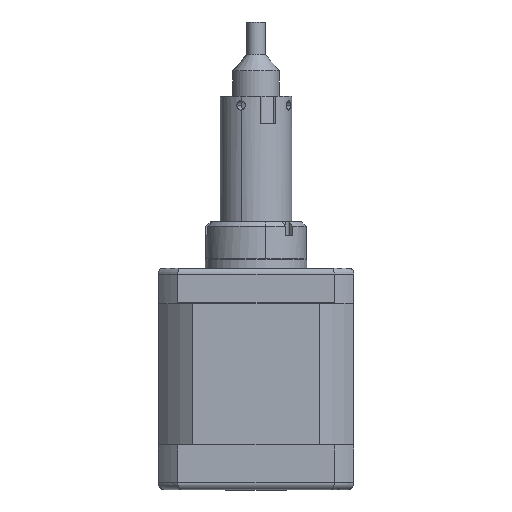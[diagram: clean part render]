
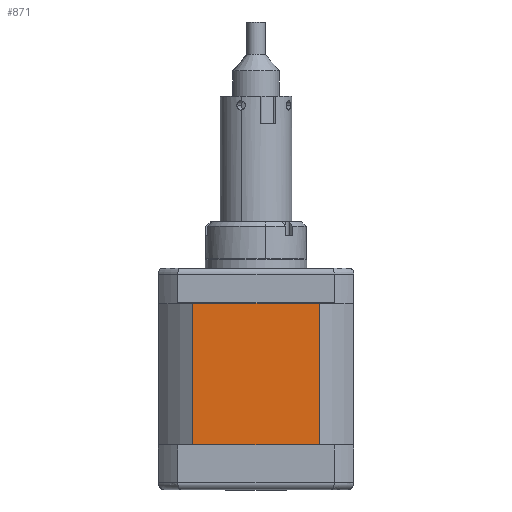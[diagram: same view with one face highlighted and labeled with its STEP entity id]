
A CAD part, top view. The second image highlights one B-rep face of the part: STEP entity #871.
In plain terms, the highlighted planar face has unit normal (0, 0, 1).
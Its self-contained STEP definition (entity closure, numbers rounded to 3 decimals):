
#150 = CARTESIAN_POINT ( 'NONE',  ( 1.222, 17.703, 24.353 ) ) ;
#830 = DIRECTION ( 'NONE',  ( 0., 1., 0. ) ) ;
#871 = ADVANCED_FACE ( 'NONE', ( #1068 ), #6646, .F. ) ;
#1068 = FACE_OUTER_BOUND ( 'NONE', #8090, .T. ) ;
#1131 = ORIENTED_EDGE ( 'NONE', *, *, #9871, .T. ) ;
#1452 = CARTESIAN_POINT ( 'NONE',  ( 28.41, 17.703, 24.353 ) ) ;
#1496 = VERTEX_POINT ( 'NONE', #5850 ) ;
#1506 = VECTOR ( 'NONE', #4963, 1000. ) ;
#2188 = ORIENTED_EDGE ( 'NONE', *, *, #6577, .F. ) ;
#2668 = CARTESIAN_POINT ( 'NONE',  ( 28.41, -12.797, 24.353 ) ) ;
#2837 = DIRECTION ( 'NONE',  ( 0., 0., -1. ) ) ;
#3290 = VECTOR ( 'NONE', #9443, 1000. ) ;
#3600 = DIRECTION ( 'NONE',  ( -1., 0., 0. ) ) ;
#3945 = EDGE_CURVE ( 'NONE', #7252, #1496, #4335, .T. ) ;
#4335 = LINE ( 'NONE', #150, #1506 ) ;
#4720 = VERTEX_POINT ( 'NONE', #11211 ) ;
#4963 = DIRECTION ( 'NONE',  ( -1., 0., 0. ) ) ;
#5063 = VECTOR ( 'NONE', #830, 1000. ) ;
#5485 = CARTESIAN_POINT ( 'NONE',  ( 1.222, -12.797, 24.353 ) ) ;
#5803 = VECTOR ( 'NONE', #3600, 1000. ) ;
#5850 = CARTESIAN_POINT ( 'NONE',  ( 1.222, 17.703, 24.353 ) ) ;
#6098 = LINE ( 'NONE', #5485, #5803 ) ;
#6577 = EDGE_CURVE ( 'NONE', #7848, #1496, #10575, .T. ) ;
#6646 = PLANE ( 'NONE',  #7731 ) ;
#6916 = CARTESIAN_POINT ( 'NONE',  ( 1.222, -12.797, 24.353 ) ) ;
#7252 = VERTEX_POINT ( 'NONE', #1452 ) ;
#7603 = CARTESIAN_POINT ( 'NONE',  ( 1.222, -12.797, 24.353 ) ) ;
#7613 = LINE ( 'NONE', #2668, #5063 ) ;
#7731 = AXIS2_PLACEMENT_3D ( 'NONE', #7603, #2837, #9513 ) ;
#7848 = VERTEX_POINT ( 'NONE', #6916 ) ;
#8090 = EDGE_LOOP ( 'NONE', ( #10714, #2188, #11191, #1131 ) ) ;
#9443 = DIRECTION ( 'NONE',  ( 0., 1., 0. ) ) ;
#9513 = DIRECTION ( 'NONE',  ( 1., 0., 0. ) ) ;
#9871 = EDGE_CURVE ( 'NONE', #4720, #7252, #7613, .T. ) ;
#10553 = EDGE_CURVE ( 'NONE', #4720, #7848, #6098, .T. ) ;
#10575 = LINE ( 'NONE', #11325, #3290 ) ;
#10714 = ORIENTED_EDGE ( 'NONE', *, *, #3945, .T. ) ;
#11191 = ORIENTED_EDGE ( 'NONE', *, *, #10553, .F. ) ;
#11211 = CARTESIAN_POINT ( 'NONE',  ( 28.41, -12.797, 24.353 ) ) ;
#11325 = CARTESIAN_POINT ( 'NONE',  ( 1.222, -12.797, 24.353 ) ) ;
